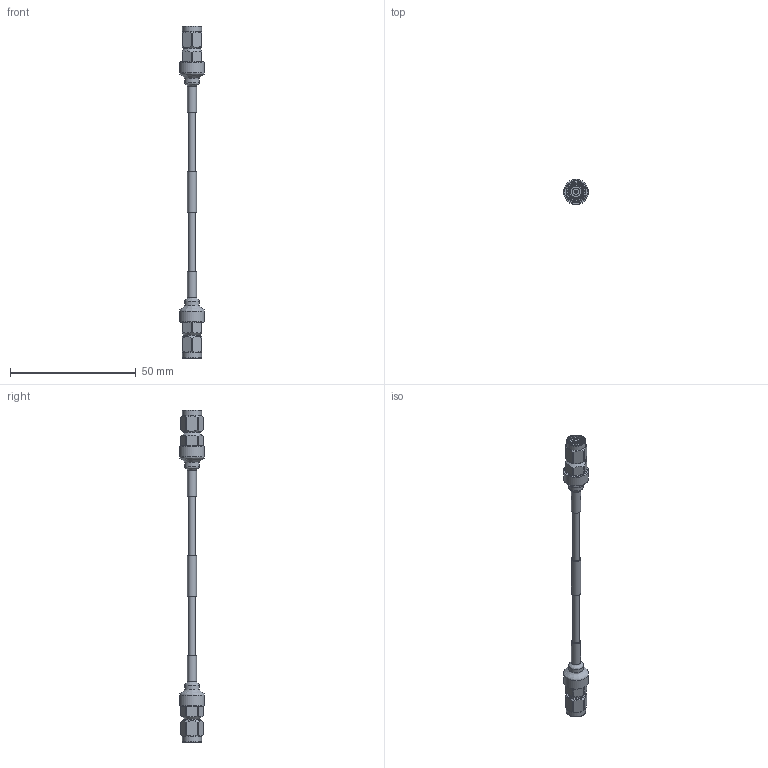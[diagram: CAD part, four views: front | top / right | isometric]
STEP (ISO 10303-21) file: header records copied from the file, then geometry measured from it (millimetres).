
FILE_DESCRIPTION (( 'STEP AP203' ), '1' );
FILE_NAME ('FMCA1975_3D.step', '2021-04-01T15:58:23', ( '' ), ( '' ), 'SwSTEP 2.0', 'SolidWorks 2020', '' );
FILE_SCHEMA (( 'CONFIG_CONTROL_DESIGN' ));
Length unit declared in the file: inch
Products named in the file (3): FMCA1975_3D; PE44742^FMCA1975_Heat Shrink; Coax Cable^FMCA1975_w-center label
Assembly tree (3 placements, depth 2):
  FMCA1975_3D
    Coax Cable^FMCA1975_w-center label
    PE44742^FMCA1975_Heat Shrink  x2
Bounding box: 9.91 x 9.91 x 132.08 mm (x, y, z)
Volume: 2790.1 mm3; surface area: 2987.5 mm2
Topology: 3 solids, 3 shells, 135 faces, 329 edges, 216 vertices
Faces by surface type: plane 60, cylinder 47, cone 16, bspline 12
Full cylindrical faces by diameter (mm): 0.914 x2, 1.168 x2, 2.616 x2, 2.92 x2, 3.607 x2, 3.632 x1, 4.572 x2, 5.842 x2, 6.35 x12, 6.383 x2, 7.671 x2, 8.89 x2, 9.906 x2
Entity records: 3301 total; most frequent: CARTESIAN_POINT 1631, DIRECTION 282, ORIENTED_EDGE 244, AXIS2_PLACEMENT_3D 123, EDGE_CURVE 122, EDGE_LOOP 98, VERTEX_POINT 92, FACE_OUTER_BOUND 83
